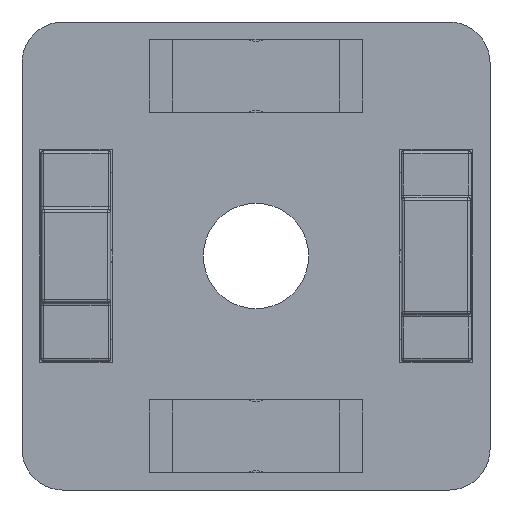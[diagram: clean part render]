
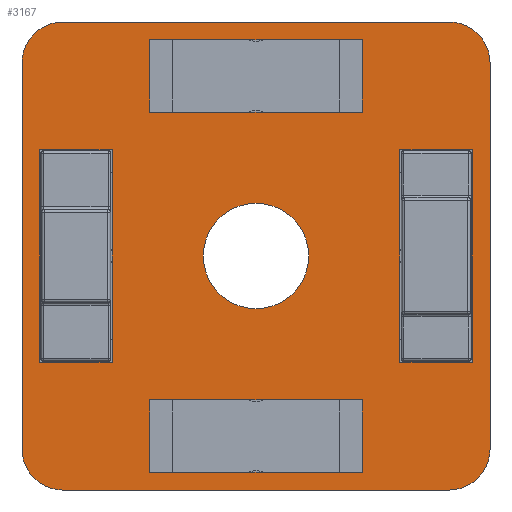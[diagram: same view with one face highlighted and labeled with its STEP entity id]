
A CAD part, front view. The second image highlights one B-rep face of the part: STEP entity #3167.
In plain terms, the highlighted planar face has unit normal (0, -1, 0).
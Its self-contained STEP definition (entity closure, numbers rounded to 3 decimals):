
#109=(
BOUNDED_CURVE()
B_SPLINE_CURVE(3,(#5172,#5173,#5174,#5175),.UNSPECIFIED.,.F.,.F.)
B_SPLINE_CURVE_WITH_KNOTS((4,4),(5.498,7.068),
 .UNSPECIFIED.)
CURVE()
GEOMETRIC_REPRESENTATION_ITEM()
RATIONAL_B_SPLINE_CURVE((1.,0.805,0.805,1.))
REPRESENTATION_ITEM('')
);
#110=(
BOUNDED_CURVE()
B_SPLINE_CURVE(3,(#5176,#5177,#5178,#5179),.UNSPECIFIED.,.F.,.F.)
B_SPLINE_CURVE_WITH_KNOTS((4,4),(5.498,7.068),
 .UNSPECIFIED.)
CURVE()
GEOMETRIC_REPRESENTATION_ITEM()
RATIONAL_B_SPLINE_CURVE((1.,0.805,0.805,1.))
REPRESENTATION_ITEM('')
);
#111=(
BOUNDED_CURVE()
B_SPLINE_CURVE(3,(#5180,#5181,#5182,#5183),.UNSPECIFIED.,.F.,.F.)
B_SPLINE_CURVE_WITH_KNOTS((4,4),(5.498,7.068),
 .UNSPECIFIED.)
CURVE()
GEOMETRIC_REPRESENTATION_ITEM()
RATIONAL_B_SPLINE_CURVE((1.,0.805,0.805,1.))
REPRESENTATION_ITEM('')
);
#112=(
BOUNDED_CURVE()
B_SPLINE_CURVE(3,(#5184,#5185,#5186,#5187),.UNSPECIFIED.,.F.,.F.)
B_SPLINE_CURVE_WITH_KNOTS((4,4),(5.498,7.068),
 .UNSPECIFIED.)
CURVE()
GEOMETRIC_REPRESENTATION_ITEM()
RATIONAL_B_SPLINE_CURVE((1.,0.805,0.805,1.))
REPRESENTATION_ITEM('')
);
#191=FACE_BOUND('',#520,.T.);
#192=FACE_BOUND('',#521,.T.);
#193=FACE_BOUND('',#522,.T.);
#194=FACE_BOUND('',#523,.T.);
#195=FACE_BOUND('',#524,.T.);
#306=FACE_OUTER_BOUND('',#519,.T.);
#519=EDGE_LOOP('',(#2336,#2337,#2338,#2339,#2340,#2341,#2342,#2343));
#520=EDGE_LOOP('',(#2344,#2345,#2346,#2347));
#521=EDGE_LOOP('',(#2348,#2349,#2350,#2351));
#522=EDGE_LOOP('',(#2352,#2353,#2354,#2355));
#523=EDGE_LOOP('',(#2356,#2357,#2358,#2359));
#524=EDGE_LOOP('',(#2360));
#713=CIRCLE('',#3376,4.5);
#849=LINE('',#4567,#1099);
#865=LINE('',#4603,#1115);
#881=LINE('',#4639,#1131);
#894=LINE('',#4663,#1144);
#904=LINE('',#4682,#1154);
#914=LINE('',#4701,#1164);
#930=LINE('',#4737,#1180);
#937=LINE('',#4751,#1187);
#987=LINE('',#5143,#1237);
#991=LINE('',#5152,#1241);
#995=LINE('',#5161,#1245);
#999=LINE('',#5170,#1249);
#1000=LINE('',#5188,#1250);
#1001=LINE('',#5189,#1251);
#1002=LINE('',#5190,#1252);
#1003=LINE('',#5191,#1253);
#1004=LINE('',#5192,#1254);
#1005=LINE('',#5193,#1255);
#1006=LINE('',#5194,#1256);
#1007=LINE('',#5195,#1257);
#1099=VECTOR('',#3679,18.2);
#1115=VECTOR('',#3703,18.2);
#1131=VECTOR('',#3727,18.2);
#1144=VECTOR('',#3742,18.2);
#1154=VECTOR('',#3754,18.2);
#1164=VECTOR('',#3766,18.2);
#1180=VECTOR('',#3790,18.2);
#1187=VECTOR('',#3799,18.2);
#1237=VECTOR('',#3895,33.004);
#1241=VECTOR('',#3901,33.004);
#1245=VECTOR('',#3907,33.004);
#1249=VECTOR('',#3913,33.004);
#1250=VECTOR('',#3916,6.2);
#1251=VECTOR('',#3917,6.2);
#1252=VECTOR('',#3918,6.2);
#1253=VECTOR('',#3919,6.2);
#1254=VECTOR('',#3920,6.2);
#1255=VECTOR('',#3921,6.2);
#1256=VECTOR('',#3922,6.2);
#1257=VECTOR('',#3923,6.2);
#1351=VERTEX_POINT('',#4564);
#1352=VERTEX_POINT('',#4566);
#1367=VERTEX_POINT('',#4600);
#1368=VERTEX_POINT('',#4602);
#1383=VERTEX_POINT('',#4636);
#1384=VERTEX_POINT('',#4638);
#1393=VERTEX_POINT('',#4660);
#1394=VERTEX_POINT('',#4662);
#1401=VERTEX_POINT('',#4679);
#1402=VERTEX_POINT('',#4681);
#1409=VERTEX_POINT('',#4698);
#1410=VERTEX_POINT('',#4700);
#1425=VERTEX_POINT('',#4734);
#1426=VERTEX_POINT('',#4736);
#1431=VERTEX_POINT('',#4748);
#1432=VERTEX_POINT('',#4750);
#1438=VERTEX_POINT('',#4790);
#1492=VERTEX_POINT('',#5136);
#1495=VERTEX_POINT('',#5141);
#1496=VERTEX_POINT('',#5145);
#1499=VERTEX_POINT('',#5150);
#1500=VERTEX_POINT('',#5154);
#1503=VERTEX_POINT('',#5159);
#1504=VERTEX_POINT('',#5163);
#1507=VERTEX_POINT('',#5168);
#1632=EDGE_CURVE('',#1351,#1352,#849,.T.);
#1650=EDGE_CURVE('',#1367,#1368,#865,.T.);
#1668=EDGE_CURVE('',#1383,#1384,#881,.T.);
#1681=EDGE_CURVE('',#1393,#1394,#894,.T.);
#1691=EDGE_CURVE('',#1401,#1402,#904,.T.);
#1701=EDGE_CURVE('',#1409,#1410,#914,.T.);
#1719=EDGE_CURVE('',#1425,#1426,#930,.T.);
#1726=EDGE_CURVE('',#1431,#1432,#937,.T.);
#1751=EDGE_CURVE('',#1438,#1438,#713,.T.);
#1810=EDGE_CURVE('',#1495,#1492,#987,.T.);
#1814=EDGE_CURVE('',#1499,#1496,#991,.T.);
#1818=EDGE_CURVE('',#1503,#1500,#995,.T.);
#1822=EDGE_CURVE('',#1507,#1504,#999,.T.);
#1823=EDGE_CURVE('',#1503,#1496,#109,.T.);
#1824=EDGE_CURVE('',#1499,#1492,#110,.T.);
#1825=EDGE_CURVE('',#1495,#1504,#111,.T.);
#1826=EDGE_CURVE('',#1507,#1500,#112,.T.);
#1827=EDGE_CURVE('',#1394,#1351,#1000,.T.);
#1828=EDGE_CURVE('',#1352,#1393,#1001,.T.);
#1829=EDGE_CURVE('',#1410,#1383,#1002,.T.);
#1830=EDGE_CURVE('',#1384,#1409,#1003,.T.);
#1831=EDGE_CURVE('',#1402,#1367,#1004,.T.);
#1832=EDGE_CURVE('',#1368,#1401,#1005,.T.);
#1833=EDGE_CURVE('',#1426,#1431,#1006,.T.);
#1834=EDGE_CURVE('',#1432,#1425,#1007,.T.);
#2336=ORIENTED_EDGE('',*,*,#1818,.F.);
#2337=ORIENTED_EDGE('',*,*,#1823,.T.);
#2338=ORIENTED_EDGE('',*,*,#1814,.F.);
#2339=ORIENTED_EDGE('',*,*,#1824,.T.);
#2340=ORIENTED_EDGE('',*,*,#1810,.F.);
#2341=ORIENTED_EDGE('',*,*,#1825,.T.);
#2342=ORIENTED_EDGE('',*,*,#1822,.F.);
#2343=ORIENTED_EDGE('',*,*,#1826,.T.);
#2344=ORIENTED_EDGE('',*,*,#1632,.F.);
#2345=ORIENTED_EDGE('',*,*,#1827,.F.);
#2346=ORIENTED_EDGE('',*,*,#1681,.F.);
#2347=ORIENTED_EDGE('',*,*,#1828,.F.);
#2348=ORIENTED_EDGE('',*,*,#1668,.F.);
#2349=ORIENTED_EDGE('',*,*,#1829,.F.);
#2350=ORIENTED_EDGE('',*,*,#1701,.F.);
#2351=ORIENTED_EDGE('',*,*,#1830,.F.);
#2352=ORIENTED_EDGE('',*,*,#1650,.F.);
#2353=ORIENTED_EDGE('',*,*,#1831,.F.);
#2354=ORIENTED_EDGE('',*,*,#1691,.F.);
#2355=ORIENTED_EDGE('',*,*,#1832,.F.);
#2356=ORIENTED_EDGE('',*,*,#1726,.F.);
#2357=ORIENTED_EDGE('',*,*,#1833,.F.);
#2358=ORIENTED_EDGE('',*,*,#1719,.F.);
#2359=ORIENTED_EDGE('',*,*,#1834,.F.);
#2360=ORIENTED_EDGE('',*,*,#1751,.T.);
#3089=PLANE('',#3393);
#3167=ADVANCED_FACE('',(#306,#191,#192,#193,#194,#195),#3089,.T.);
#3376=AXIS2_PLACEMENT_3D('',#4791,#3842,#3843);
#3393=AXIS2_PLACEMENT_3D('',#5171,#3914,#3915);
#3679=DIRECTION('',(1.,0.,0.));
#3703=DIRECTION('',(0.,0.,1.));
#3727=DIRECTION('',(-1.,0.,0.));
#3742=DIRECTION('',(-1.,0.,0.));
#3754=DIRECTION('',(0.,0.,-1.));
#3766=DIRECTION('',(1.,0.,0.));
#3790=DIRECTION('',(0.,0.,1.));
#3799=DIRECTION('',(0.,0.,-1.));
#3842=DIRECTION('center_axis',(0.,1.,0.));
#3843=DIRECTION('ref_axis',(0.,0.,1.));
#3895=DIRECTION('',(0.,0.,-1.));
#3901=DIRECTION('',(-1.,0.,0.));
#3907=DIRECTION('',(0.,0.,1.));
#3913=DIRECTION('',(1.,0.,0.));
#3914=DIRECTION('center_axis',(0.,-1.,0.));
#3915=DIRECTION('ref_axis',(0.,0.,-1.));
#3916=DIRECTION('',(0.,0.,-1.));
#3917=DIRECTION('',(0.,0.,1.));
#3918=DIRECTION('',(0.,0.,1.));
#3919=DIRECTION('',(0.,0.,-1.));
#3920=DIRECTION('',(1.,0.,0.));
#3921=DIRECTION('',(-1.,0.,0.));
#3922=DIRECTION('',(-1.,0.,0.));
#3923=DIRECTION('',(1.,0.,0.));
#4564=CARTESIAN_POINT('',(-9.1,0.,-18.5));
#4566=CARTESIAN_POINT('',(9.1,0.,-18.5));
#4567=CARTESIAN_POINT('',(9.1,0.,-18.5));
#4600=CARTESIAN_POINT('',(18.5,0.,-9.1));
#4602=CARTESIAN_POINT('',(18.5,0.,9.1));
#4603=CARTESIAN_POINT('',(18.5,0.,9.1));
#4636=CARTESIAN_POINT('',(9.1,0.,18.5));
#4638=CARTESIAN_POINT('',(-9.1,0.,18.5));
#4639=CARTESIAN_POINT('',(9.1,0.,18.5));
#4660=CARTESIAN_POINT('',(9.1,0.,-12.3));
#4662=CARTESIAN_POINT('',(-9.1,0.,-12.3));
#4663=CARTESIAN_POINT('',(9.1,0.,-12.3));
#4679=CARTESIAN_POINT('',(12.3,0.,9.1));
#4681=CARTESIAN_POINT('',(12.3,0.,-9.1));
#4682=CARTESIAN_POINT('',(12.3,0.,9.1));
#4698=CARTESIAN_POINT('',(-9.1,0.,12.3));
#4700=CARTESIAN_POINT('',(9.1,0.,12.3));
#4701=CARTESIAN_POINT('',(9.1,0.,12.3));
#4734=CARTESIAN_POINT('',(-12.3,0.,-9.1));
#4736=CARTESIAN_POINT('',(-12.3,0.,9.1));
#4737=CARTESIAN_POINT('',(-12.3,0.,9.1));
#4748=CARTESIAN_POINT('',(-18.5,0.,9.1));
#4750=CARTESIAN_POINT('',(-18.5,0.,-9.1));
#4751=CARTESIAN_POINT('',(-18.5,0.,9.1));
#4790=CARTESIAN_POINT('',(0.,0.,4.5));
#4791=CARTESIAN_POINT('Origin',(0.,0.,0.));
#5136=CARTESIAN_POINT('',(20.,0.,-16.502));
#5141=CARTESIAN_POINT('',(20.,0.,16.502));
#5143=CARTESIAN_POINT('',(20.,0.,20.));
#5145=CARTESIAN_POINT('',(-16.502,0.,-20.));
#5150=CARTESIAN_POINT('',(16.502,0.,-20.));
#5152=CARTESIAN_POINT('',(-20.,0.,-20.));
#5154=CARTESIAN_POINT('',(-20.,0.,16.502));
#5159=CARTESIAN_POINT('',(-20.,0.,-16.502));
#5161=CARTESIAN_POINT('',(-20.,0.,20.));
#5163=CARTESIAN_POINT('',(16.502,0.,20.));
#5168=CARTESIAN_POINT('',(-16.502,0.,20.));
#5170=CARTESIAN_POINT('',(-20.,0.,20.));
#5171=CARTESIAN_POINT('Origin',(0.,0.,0.));
#5172=CARTESIAN_POINT('Ctrl Pts',(-20.,0.,-16.502));
#5173=CARTESIAN_POINT('Ctrl Pts',(-20.,0.,-18.552));
#5174=CARTESIAN_POINT('Ctrl Pts',(-18.552,0.,-20.));
#5175=CARTESIAN_POINT('Ctrl Pts',(-16.502,0.,-20.));
#5176=CARTESIAN_POINT('Ctrl Pts',(16.502,0.,-20.));
#5177=CARTESIAN_POINT('Ctrl Pts',(18.552,0.,-20.));
#5178=CARTESIAN_POINT('Ctrl Pts',(20.,0.,-18.552));
#5179=CARTESIAN_POINT('Ctrl Pts',(20.,0.,-16.502));
#5180=CARTESIAN_POINT('Ctrl Pts',(20.,0.,16.502));
#5181=CARTESIAN_POINT('Ctrl Pts',(20.,0.,18.552));
#5182=CARTESIAN_POINT('Ctrl Pts',(18.552,0.,20.));
#5183=CARTESIAN_POINT('Ctrl Pts',(16.502,0.,20.));
#5184=CARTESIAN_POINT('Ctrl Pts',(-16.502,0.,20.));
#5185=CARTESIAN_POINT('Ctrl Pts',(-18.552,0.,20.));
#5186=CARTESIAN_POINT('Ctrl Pts',(-20.,0.,18.552));
#5187=CARTESIAN_POINT('Ctrl Pts',(-20.,0.,16.502));
#5188=CARTESIAN_POINT('',(-9.1,0.,-12.3));
#5189=CARTESIAN_POINT('',(9.1,0.,-12.3));
#5190=CARTESIAN_POINT('',(9.1,0.,12.3));
#5191=CARTESIAN_POINT('',(-9.1,0.,12.3));
#5192=CARTESIAN_POINT('',(18.5,0.,-9.1));
#5193=CARTESIAN_POINT('',(18.5,0.,9.1));
#5194=CARTESIAN_POINT('',(-18.5,0.,9.1));
#5195=CARTESIAN_POINT('',(-18.5,0.,-9.1));
